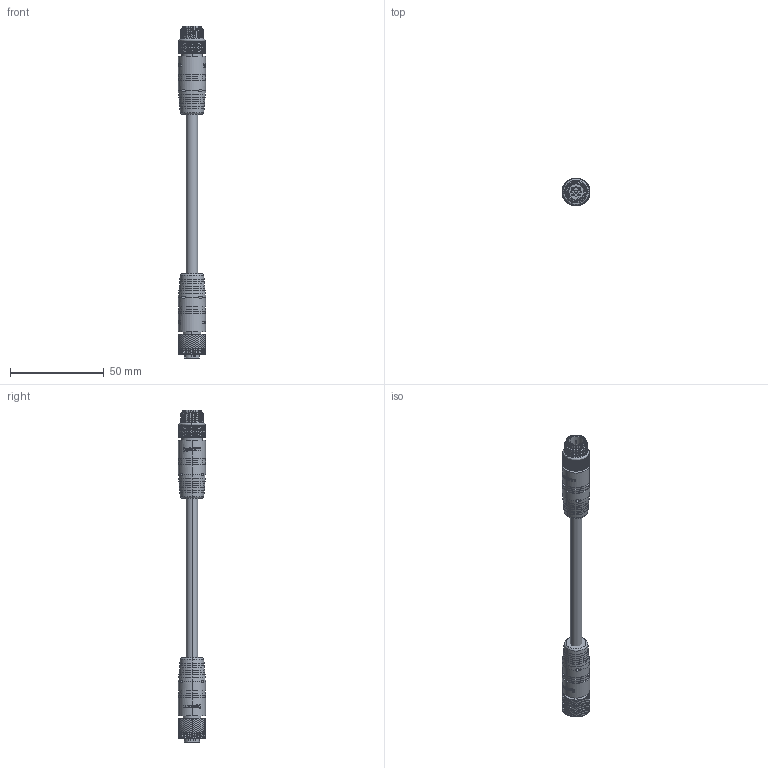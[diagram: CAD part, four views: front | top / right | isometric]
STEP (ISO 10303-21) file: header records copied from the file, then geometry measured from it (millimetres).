
FILE_DESCRIPTION (( 'STEP AP214' ), '1' );
FILE_NAME ('TRG502-T4T.STEP', '2018-11-26T20:08:25', ( '' ), ( '' ), 'SwSTEP 2.0', 'SolidWorks 2017', '' );
FILE_SCHEMA (( 'AUTOMOTIVE_DESIGN' ));
Length unit declared in the file: millimetre
Products named in the file (14): 1AA13-158-MA1; 1AA13-158-MA6; 1AA13-156; 1AA13-158-MA4; 1AJ09-135; 1AJ09-134; 1AA13-158-MA3; 1AA13-158; 1AL03-130_LENGTH=130MM; 1AA13-158-MA2; MTN-950_CODE D; TRG502-T4T; 1AA13-158-MA5
Assembly tree (17 placements, depth 4):
  TRG502-T4T
    MTN-950_CODE D  x2
    1AA13-156
    1AL03-130_LENGTH=130MM
    1AA13-158
      1AA13-158-MA1
        1AA13-158-MA1
        1AA13-158-MA2
        1AA13-158-MA3  x4
        1AA13-158-MA4
        1AA13-158-MA5
      1AA13-158-MA6
    1AJ09-134
    1AJ09-135
Bounding box: 14.9 x 14.5 x 177 mm (x, y, z)
Volume: 17751.4 mm3; surface area: 16178.6 mm2
Topology: 19 solids, 19 shells, 5862 faces, 12394 edges, 6629 vertices
Faces by surface type: bspline 4040, cylinder 1376, plane 363, cone 71, torus 12
Entity records: 264447 total; most frequent: CARTESIAN_POINT 192326, ORIENTED_EDGE 23232, EDGE_CURVE 11616, VERTEX_POINT 6138, EDGE_LOOP 5672, FACE_OUTER_BOUND 5576, ADVANCED_FACE 5576, DIRECTION 5299
